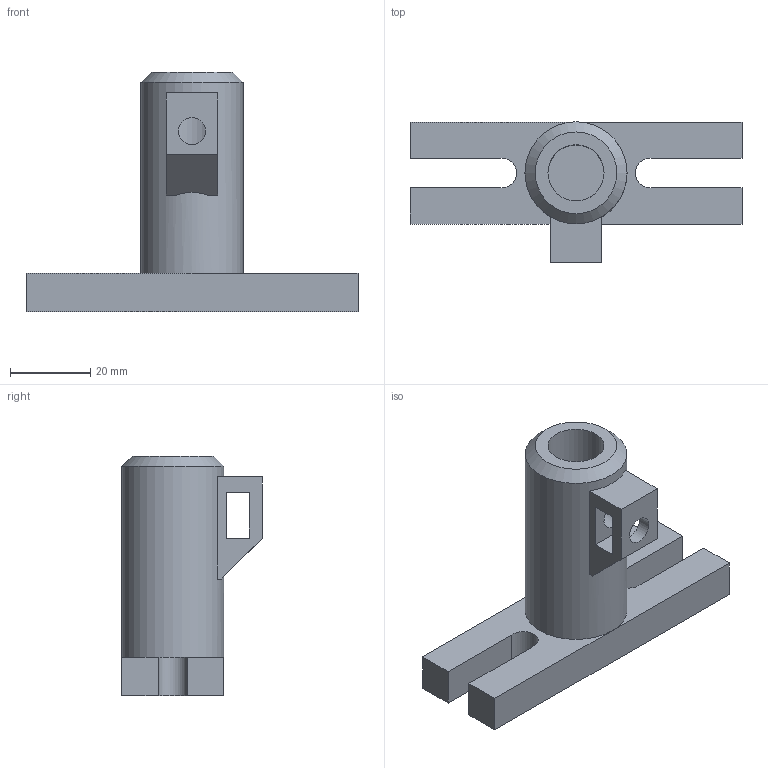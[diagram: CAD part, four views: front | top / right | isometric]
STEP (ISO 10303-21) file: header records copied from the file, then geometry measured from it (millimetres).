
FILE_DESCRIPTION(/* description */ (''),/* implementation_level */ '2;1');
FILE_NAME(/* name */ '(B)Post_Holder_w_Clamping_Forks.step',/* time_stamp */ '2021-05-14T07:44:07-05:00',/* author */ (''),/* organization */ (''),/* preprocessor_version */ 'ST-DEVELOPER v18.1',/* originating_system */ 'Autodesk Translation Framework v10.6.0.1341',/* authorisation */ '');
FILE_SCHEMA (('AUTOMOTIVE_DESIGN { 1 0 10303 214 3 1 1 }'));
Length unit declared in the file: inch
Products named in the file (1): (B)Post_Holder_w_Clamping_Forks
Bounding box: 82.65 x 34.92 x 59.68 mm (x, y, z)
Volume: 35256.3 mm3; surface area: 13580.3 mm2
Topology: 1 solids, 1 shells, 37 faces, 101 edges, 67 vertices
Faces by surface type: plane 30, cylinder 6, cone 1
Full cylindrical faces by diameter (mm): 6.756 x2, 13.97 x1, 25.4 x1
Entity records: 1248 total; most frequent: CARTESIAN_POINT 242, ORIENTED_EDGE 202, DIRECTION 192, EDGE_CURVE 101, LINE 78, VECTOR 78, VERTEX_POINT 67, AXIS2_PLACEMENT_3D 57
